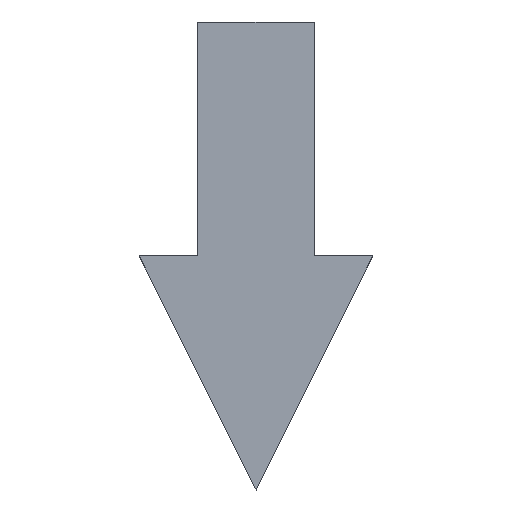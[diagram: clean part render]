
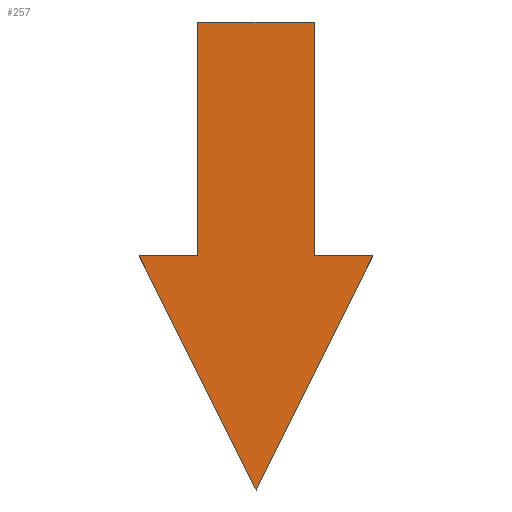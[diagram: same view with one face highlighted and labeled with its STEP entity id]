
A CAD part, top view. The second image highlights one B-rep face of the part: STEP entity #257.
In plain terms, the highlighted face is planar.
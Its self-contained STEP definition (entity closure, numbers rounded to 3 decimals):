
#2 = CARTESIAN_POINT ( 'NONE',  ( -25., 12.5, 100. ) ) ;
#5 = CARTESIAN_POINT ( 'NONE',  ( 50., 12.5, 100. ) ) ;
#9 = VECTOR ( 'NONE', #183, 1000. ) ;
#10 = ORIENTED_EDGE ( 'NONE', *, *, #281, .F. ) ;
#13 = FACE_OUTER_BOUND ( 'NONE', #48, .T. ) ;
#18 = VECTOR ( 'NONE', #284, 1000. ) ;
#25 = DIRECTION ( 'NONE',  ( 1., 0., 0. ) ) ;
#35 = EDGE_CURVE ( 'NONE', #192, #149, #133, .T. ) ;
#36 = VERTEX_POINT ( 'NONE', #222 ) ;
#37 = ORIENTED_EDGE ( 'NONE', *, *, #247, .F. ) ;
#46 = VECTOR ( 'NONE', #25, 1000. ) ;
#47 = CARTESIAN_POINT ( 'NONE',  ( 0., 12.5, 200. ) ) ;
#48 = EDGE_LOOP ( 'NONE', ( #57, #268, #10, #37, #79, #75, #169 ) ) ;
#49 = CARTESIAN_POINT ( 'NONE',  ( 25., 12.5, 0. ) ) ;
#52 = LINE ( 'NONE', #5, #182 ) ;
#57 = ORIENTED_EDGE ( 'NONE', *, *, #82, .F. ) ;
#63 = DIRECTION ( 'NONE',  ( -0.447, 0., 0.894 ) ) ;
#65 = CARTESIAN_POINT ( 'NONE',  ( -25., 12.5, 100. ) ) ;
#67 = CARTESIAN_POINT ( 'NONE',  ( -50., 12.5, 100. ) ) ;
#71 = CARTESIAN_POINT ( 'NONE',  ( 25., 12.5, 100. ) ) ;
#75 = ORIENTED_EDGE ( 'NONE', *, *, #35, .F. ) ;
#79 = ORIENTED_EDGE ( 'NONE', *, *, #129, .F. ) ;
#82 = EDGE_CURVE ( 'NONE', #103, #290, #111, .T. ) ;
#89 = DIRECTION ( 'NONE',  ( -0.447, 0., -0.894 ) ) ;
#103 = VERTEX_POINT ( 'NONE', #202 ) ;
#106 = CARTESIAN_POINT ( 'NONE',  ( 0., 12.5, 200. ) ) ;
#108 = EDGE_CURVE ( 'NONE', #290, #192, #254, .T. ) ;
#110 = AXIS2_PLACEMENT_3D ( 'NONE', #161, #288, #282 ) ;
#111 = LINE ( 'NONE', #106, #121 ) ;
#112 = CARTESIAN_POINT ( 'NONE',  ( 25., 12.5, 100. ) ) ;
#118 = CARTESIAN_POINT ( 'NONE',  ( -25., 12.5, 0. ) ) ;
#121 = VECTOR ( 'NONE', #63, 1000. ) ;
#125 = VERTEX_POINT ( 'NONE', #112 ) ;
#129 = EDGE_CURVE ( 'NONE', #149, #36, #295, .T. ) ;
#133 = LINE ( 'NONE', #67, #46 ) ;
#149 = VERTEX_POINT ( 'NONE', #65 ) ;
#161 = CARTESIAN_POINT ( 'NONE',  ( 0., 12.5, 0. ) ) ;
#163 = DIRECTION ( 'NONE',  ( 1., 0., 0. ) ) ;
#169 = ORIENTED_EDGE ( 'NONE', *, *, #108, .F. ) ;
#176 = DIRECTION ( 'NONE',  ( 0., 0., -1. ) ) ;
#180 = EDGE_CURVE ( 'NONE', #125, #103, #52, .T. ) ;
#182 = VECTOR ( 'NONE', #163, 1000. ) ;
#183 = DIRECTION ( 'NONE',  ( 1., 0., 0. ) ) ;
#192 = VERTEX_POINT ( 'NONE', #207 ) ;
#202 = CARTESIAN_POINT ( 'NONE',  ( 50., 12.5, 100. ) ) ;
#207 = CARTESIAN_POINT ( 'NONE',  ( -50., 12.5, 100. ) ) ;
#208 = VERTEX_POINT ( 'NONE', #49 ) ;
#222 = CARTESIAN_POINT ( 'NONE',  ( -25., 12.5, 0. ) ) ;
#245 = CARTESIAN_POINT ( 'NONE',  ( 0., 12.5, 200. ) ) ;
#247 = EDGE_CURVE ( 'NONE', #36, #208, #263, .T. ) ;
#254 = LINE ( 'NONE', #47, #276 ) ;
#257 = ADVANCED_FACE ( 'NONE', ( #13 ), #286, .T. ) ;
#263 = LINE ( 'NONE', #118, #9 ) ;
#268 = ORIENTED_EDGE ( 'NONE', *, *, #180, .F. ) ;
#276 = VECTOR ( 'NONE', #89, 1000. ) ;
#281 = EDGE_CURVE ( 'NONE', #208, #125, #283, .T. ) ;
#282 = DIRECTION ( 'NONE',  ( -1., 0., 0. ) ) ;
#283 = LINE ( 'NONE', #71, #18 ) ;
#284 = DIRECTION ( 'NONE',  ( 0., 0., 1. ) ) ;
#286 = PLANE ( 'NONE',  #110 ) ;
#288 = DIRECTION ( 'NONE',  ( 0., 1., 0. ) ) ;
#290 = VERTEX_POINT ( 'NONE', #245 ) ;
#295 = LINE ( 'NONE', #2, #299 ) ;
#299 = VECTOR ( 'NONE', #176, 1000. ) ;
